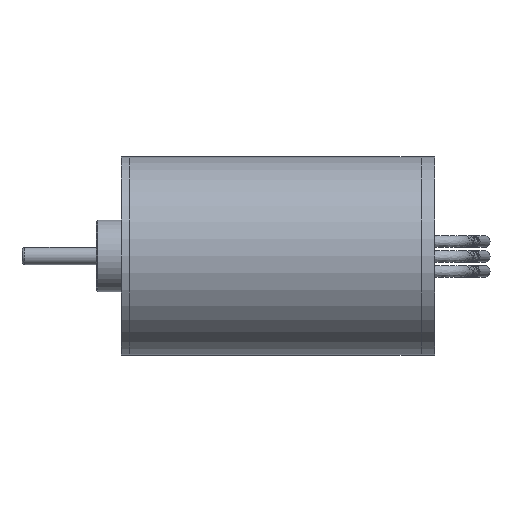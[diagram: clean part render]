
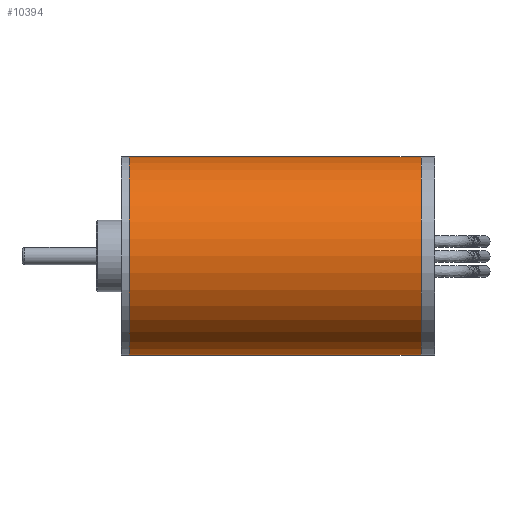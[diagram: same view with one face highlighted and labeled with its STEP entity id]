
A CAD part, left-side view. The second image highlights one B-rep face of the part: STEP entity #10394.
In plain terms, the highlighted cylindrical face has radius 18 mm (diameter 36 mm), a full revolution.
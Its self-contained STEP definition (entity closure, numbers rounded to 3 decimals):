
#860 = DIRECTION ( 'NONE',  ( 0., -1., 0. ) ) ;
#990 = CYLINDRICAL_SURFACE ( 'NONE', #8632, 18. ) ;
#2201 = VERTEX_POINT ( 'NONE', #7523 ) ;
#3322 = EDGE_LOOP ( 'NONE', ( #7889 ) ) ;
#5032 = EDGE_CURVE ( 'NONE', #9850, #9850, #12137, .T. ) ;
#5317 = EDGE_CURVE ( 'NONE', #2201, #2201, #13279, .T. ) ;
#6525 = DIRECTION ( 'NONE',  ( 0., -1., 0. ) ) ;
#6671 = FACE_OUTER_BOUND ( 'NONE', #3322, .T. ) ;
#7050 = AXIS2_PLACEMENT_3D ( 'NONE', #12693, #7136, #11546 ) ;
#7136 = DIRECTION ( 'NONE',  ( 0., -1., 0. ) ) ;
#7523 = CARTESIAN_POINT ( 'NONE',  ( 0., 53., -18. ) ) ;
#7671 = FACE_OUTER_BOUND ( 'NONE', #11105, .T. ) ;
#7889 = ORIENTED_EDGE ( 'NONE', *, *, #5317, .T. ) ;
#8632 = AXIS2_PLACEMENT_3D ( 'NONE', #10937, #6525, #9866 ) ;
#9147 = AXIS2_PLACEMENT_3D ( 'NONE', #10733, #860, #9662 ) ;
#9662 = DIRECTION ( 'NONE',  ( 0., 0., -1. ) ) ;
#9766 = CARTESIAN_POINT ( 'NONE',  ( 0., 0., -18. ) ) ;
#9850 = VERTEX_POINT ( 'NONE', #9766 ) ;
#9866 = DIRECTION ( 'NONE',  ( 0., 0., -1. ) ) ;
#10394 = ADVANCED_FACE ( 'NONE', ( #6671, #7671 ), #990, .T. ) ;
#10733 = CARTESIAN_POINT ( 'NONE',  ( 0., 0., 0. ) ) ;
#10937 = CARTESIAN_POINT ( 'NONE',  ( 0., 0., 0. ) ) ;
#11105 = EDGE_LOOP ( 'NONE', ( #13578 ) ) ;
#11546 = DIRECTION ( 'NONE',  ( 0., 0., -1. ) ) ;
#12137 = CIRCLE ( 'NONE', #9147, 18. ) ;
#12693 = CARTESIAN_POINT ( 'NONE',  ( 0., 53., 0. ) ) ;
#13279 = CIRCLE ( 'NONE', #7050, 18. ) ;
#13578 = ORIENTED_EDGE ( 'NONE', *, *, #5032, .F. ) ;
